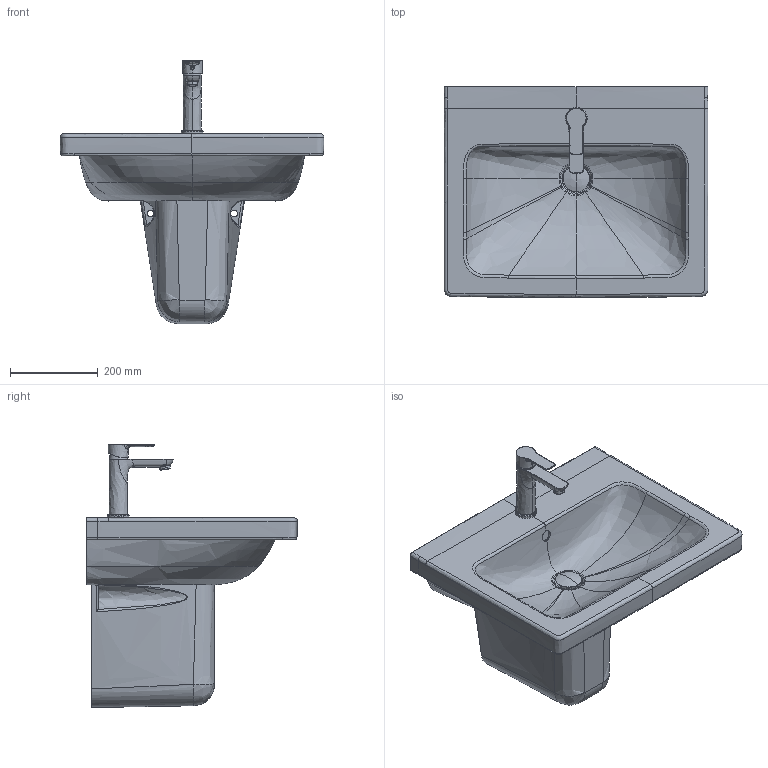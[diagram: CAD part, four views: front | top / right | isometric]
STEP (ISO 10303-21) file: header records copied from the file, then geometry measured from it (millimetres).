
FILE_DESCRIPTION(/* description */ (''),/* implementation_level */ '2;1');
FILE_NAME(/* name */ '239960_0857180000',/* time_stamp */ '2024-10-28T09:08:08+01:00',/* author */ (''),/* organization */ (''),/* preprocessor_version */ 'ST-DEVELOPER v15',/* originating_system */ '',/* authorisation */ '');
FILE_SCHEMA (('AUTOMOTIVE_DESIGN'));
Length unit declared in the file: millimetre
Products named in the file (1): Document
Bounding box: 600.32 x 480.19 x 598.98 mm (x, y, z)
Volume: 16911440.2 mm3; surface area: 1503169.9 mm2
Topology: 6 solids, 12 shells, 485 faces, 1188 edges, 720 vertices
Faces by surface type: bspline 402, plane 83
Entity records: 107742 total; most frequent: CARTESIAN_POINT 100682, ORIENTED_EDGE 2320, EDGE_CURVE 1176, B_SPLINE_CURVE_WITH_KNOTS 799, VERTEX_POINT 720, EDGE_LOOP 522, ADVANCED_FACE 485, FACE_OUTER_BOUND 485
